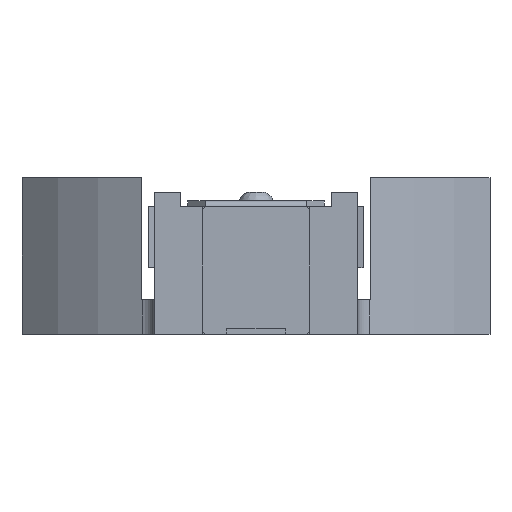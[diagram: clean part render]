
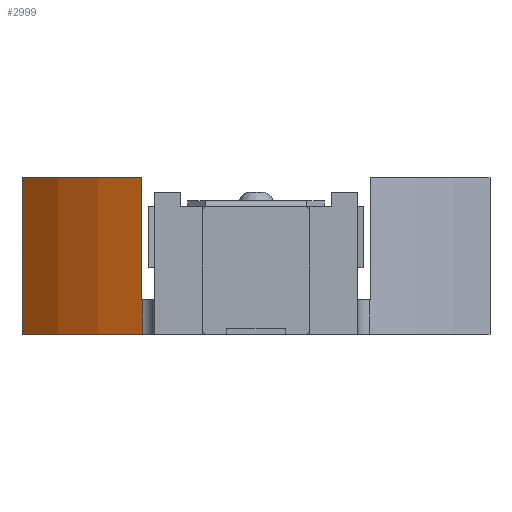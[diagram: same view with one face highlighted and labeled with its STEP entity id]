
A CAD part, left-side view. The second image highlights one B-rep face of the part: STEP entity #2999.
In plain terms, the highlighted cylindrical face has radius 11 mm (diameter 22 mm), a partial arc.
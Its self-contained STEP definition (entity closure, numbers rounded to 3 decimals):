
#1409 = VERTEX_POINT('',#1410);
#1410 = CARTESIAN_POINT('',(-10.278,3.868,
    0.));
#1417 = EDGE_CURVE('',#1418,#1409,#1420,.T.);
#1418 = VERTEX_POINT('',#1419);
#1419 = CARTESIAN_POINT('',(-7.497,8.,
    0.));
#1420 = CIRCLE('',#1421,11.);
#1421 = AXIS2_PLACEMENT_3D('',#1422,#1423,#1424);
#1422 = CARTESIAN_POINT('',(0.,-0.05,
    0.));
#1423 = DIRECTION('',(0.,0.,1.));
#1424 = DIRECTION('',(0.,-1.,0.));
#1964 = VERTEX_POINT('',#1965);
#1965 = CARTESIAN_POINT('',(-10.276,3.875,
    1.2));
#1971 = EDGE_CURVE('',#1964,#1972,#1974,.T.);
#1972 = VERTEX_POINT('',#1973);
#1973 = CARTESIAN_POINT('',(-10.278,3.868,
    1.2));
#1974 = CIRCLE('',#1975,11.);
#1975 = AXIS2_PLACEMENT_3D('',#1976,#1977,#1978);
#1976 = CARTESIAN_POINT('',(0.,-0.05,
    1.2));
#1977 = DIRECTION('',(0.,0.,1.));
#1978 = DIRECTION('',(0.,-1.,0.));
#2988 = EDGE_CURVE('',#1409,#1972,#2989,.T.);
#2989 = LINE('',#2990,#2991);
#2990 = CARTESIAN_POINT('',(-10.278,3.868,5.4
    ));
#2991 = VECTOR('',#2992,1.);
#2992 = DIRECTION('',(0.,0.,1.));
#2999 = ADVANCED_FACE('',(#3000),#3028,.T.);
#3000 = FACE_BOUND('',#3001,.T.);
#3001 = EDGE_LOOP('',(#3002,#3003,#3011,#3020,#3026,#3027));
#3002 = ORIENTED_EDGE('',*,*,#1971,.F.);
#3003 = ORIENTED_EDGE('',*,*,#3004,.T.);
#3004 = EDGE_CURVE('',#1964,#3005,#3007,.T.);
#3005 = VERTEX_POINT('',#3006);
#3006 = CARTESIAN_POINT('',(-10.276,3.875,
    5.4));
#3007 = LINE('',#3008,#3009);
#3008 = CARTESIAN_POINT('',(-10.276,3.875,
    5.4));
#3009 = VECTOR('',#3010,1.);
#3010 = DIRECTION('',(0.,0.,1.));
#3011 = ORIENTED_EDGE('',*,*,#3012,.F.);
#3012 = EDGE_CURVE('',#3013,#3005,#3015,.T.);
#3013 = VERTEX_POINT('',#3014);
#3014 = CARTESIAN_POINT('',(-7.497,8.,
    5.4));
#3015 = CIRCLE('',#3016,11.);
#3016 = AXIS2_PLACEMENT_3D('',#3017,#3018,#3019);
#3017 = CARTESIAN_POINT('',(0.,-0.05,
    5.4));
#3018 = DIRECTION('',(0.,0.,1.));
#3019 = DIRECTION('',(0.,-1.,0.));
#3020 = ORIENTED_EDGE('',*,*,#3021,.T.);
#3021 = EDGE_CURVE('',#3013,#1418,#3022,.T.);
#3022 = LINE('',#3023,#3024);
#3023 = CARTESIAN_POINT('',(-7.497,8.,
    5.4));
#3024 = VECTOR('',#3025,1.);
#3025 = DIRECTION('',(0.,0.,-1.));
#3026 = ORIENTED_EDGE('',*,*,#1417,.T.);
#3027 = ORIENTED_EDGE('',*,*,#2988,.T.);
#3028 = CYLINDRICAL_SURFACE('',#3029,11.);
#3029 = AXIS2_PLACEMENT_3D('',#3030,#3031,#3032);
#3030 = CARTESIAN_POINT('',(0.,-0.05,
    5.4));
#3031 = DIRECTION('',(0.,0.,1.));
#3032 = DIRECTION('',(0.,1.,0.));
